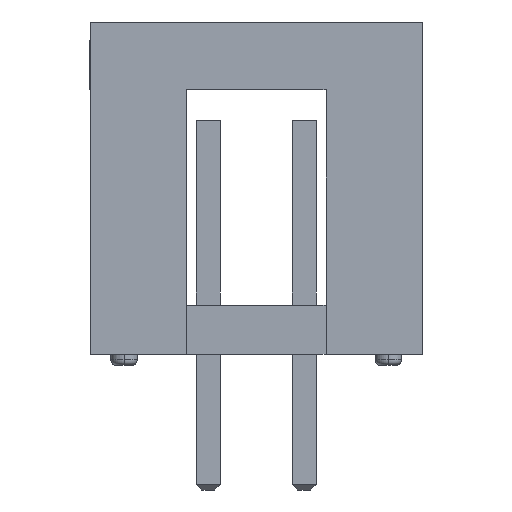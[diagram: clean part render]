
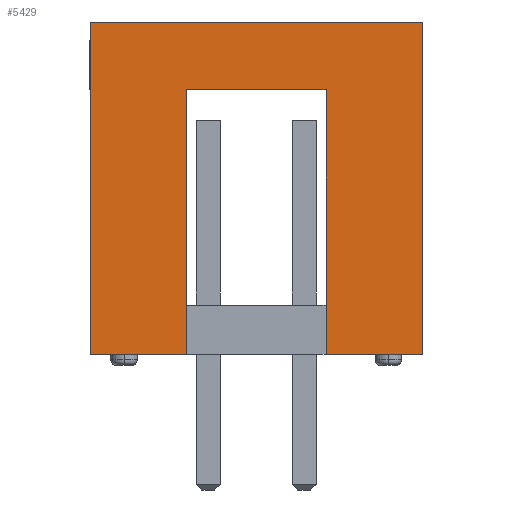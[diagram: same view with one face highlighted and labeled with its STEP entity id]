
A CAD part, front view. The second image highlights one B-rep face of the part: STEP entity #5429.
In plain terms, the highlighted planar face has unit normal (0, -1, 0).
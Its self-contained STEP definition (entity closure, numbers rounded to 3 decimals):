
#53=DIRECTION('',(0.,0.,1.));
#54=VECTOR('',#53,8.8);
#55=CARTESIAN_POINT('',(4.4,-12.64,0.3));
#56=LINE('',#55,#54);
#674=DIRECTION('',(-1.,0.,0.));
#675=VECTOR('',#674,3.7);
#676=CARTESIAN_POINT('',(1.85,-12.64,7.3));
#677=LINE('',#676,#675);
#681=DIRECTION('',(0.,0.,1.));
#682=VECTOR('',#681,7.);
#683=CARTESIAN_POINT('',(-1.85,-12.64,0.3));
#684=LINE('',#683,#682);
#688=DIRECTION('',(-1.,0.,0.));
#689=VECTOR('',#688,2.55);
#690=CARTESIAN_POINT('',(-1.85,-12.64,0.3));
#691=LINE('',#690,#689);
#695=DIRECTION('',(-1.,0.,0.));
#696=VECTOR('',#695,2.55);
#697=CARTESIAN_POINT('',(4.4,-12.64,0.3));
#698=LINE('',#697,#696);
#702=DIRECTION('',(0.,0.,1.));
#703=VECTOR('',#702,7.);
#704=CARTESIAN_POINT('',(1.85,-12.64,0.3));
#705=LINE('',#704,#703);
#793=DIRECTION('',(-1.,0.,0.));
#794=VECTOR('',#793,8.8);
#795=CARTESIAN_POINT('',(4.4,-12.64,9.1));
#796=LINE('',#795,#794);
#835=DIRECTION('',(0.,0.,1.));
#836=VECTOR('',#835,8.8);
#837=CARTESIAN_POINT('',(-4.4,-12.64,0.3));
#838=LINE('',#837,#836);
#4295=CARTESIAN_POINT('',(4.4,-12.64,0.3));
#4297=VERTEX_POINT('',#4295);
#4298=CARTESIAN_POINT('',(4.4,-12.64,9.1));
#4299=VERTEX_POINT('',#4298);
#4303=CARTESIAN_POINT('',(-4.4,-12.64,0.3));
#4305=VERTEX_POINT('',#4303);
#4306=CARTESIAN_POINT('',(-4.4,-12.64,9.1));
#4307=VERTEX_POINT('',#4306);
#4338=CARTESIAN_POINT('',(-1.85,-12.64,0.3));
#4340=VERTEX_POINT('',#4338);
#4344=CARTESIAN_POINT('',(1.85,-12.64,0.3));
#4345=VERTEX_POINT('',#4344);
#4346=CARTESIAN_POINT('',(1.85,-12.64,7.3));
#4347=CARTESIAN_POINT('',(-1.85,-12.64,7.3));
#4348=VERTEX_POINT('',#4346);
#4349=VERTEX_POINT('',#4347);
#5410=CARTESIAN_POINT('',(4.4,-12.64,0.3));
#5411=DIRECTION('',(0.,-1.,0.));
#5412=DIRECTION('',(0.,0.,1.));
#5413=AXIS2_PLACEMENT_3D('',#5410,#5411,#5412);
#5414=PLANE('',#5413);
#5415=ORIENTED_EDGE('',*,*,#5361,.T.);
#5417=ORIENTED_EDGE('',*,*,#5416,.F.);
#5418=ORIENTED_EDGE('',*,*,#5089,.T.);
#5420=ORIENTED_EDGE('',*,*,#5419,.T.);
#5422=ORIENTED_EDGE('',*,*,#5421,.F.);
#5423=ORIENTED_EDGE('',*,*,#5053,.F.);
#5424=ORIENTED_EDGE('',*,*,#5097,.T.);
#5426=ORIENTED_EDGE('',*,*,#5425,.T.);
#5427=EDGE_LOOP('',(#5415,#5417,#5418,#5420,#5422,#5423,#5424,#5426));
#5428=FACE_OUTER_BOUND('',#5427,.F.);
#5429=ADVANCED_FACE('',(#5428),#5414,.T.);
#5053=EDGE_CURVE('',#4297,#4299,#56,.T.);
#5089=EDGE_CURVE('',#4340,#4305,#691,.T.);
#5097=EDGE_CURVE('',#4297,#4345,#698,.T.);
#5361=EDGE_CURVE('',#4348,#4349,#677,.T.);
#5416=EDGE_CURVE('',#4340,#4349,#684,.T.);
#5419=EDGE_CURVE('',#4305,#4307,#838,.T.);
#5421=EDGE_CURVE('',#4299,#4307,#796,.T.);
#5425=EDGE_CURVE('',#4345,#4348,#705,.T.);
